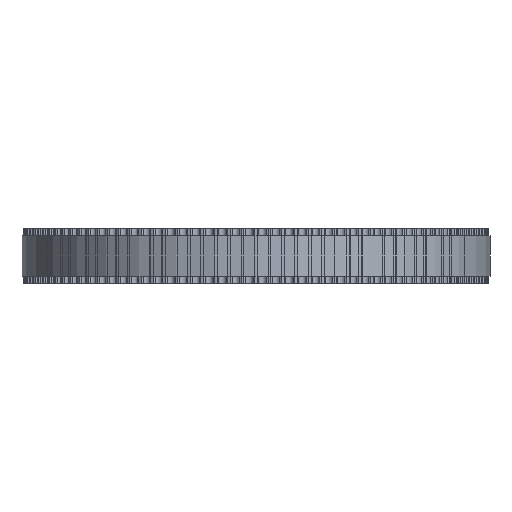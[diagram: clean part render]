
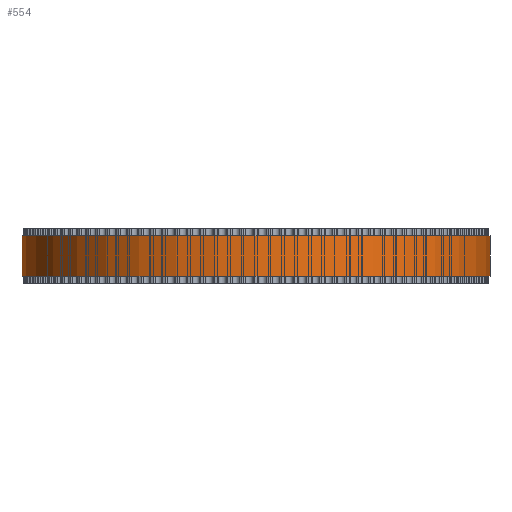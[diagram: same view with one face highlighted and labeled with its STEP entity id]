
A CAD part, front view. The second image highlights one B-rep face of the part: STEP entity #554.
In plain terms, the highlighted cylindrical face has radius 34.377 mm (diameter 68.755 mm), a full revolution.
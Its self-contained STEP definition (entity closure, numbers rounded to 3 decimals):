
#97=FACE_BOUND('',#1856,.T.);
#98=FACE_BOUND('',#1857,.T.);
#554=ADVANCED_FACE('',(#97,#98),#987,.T.);
#987=CYLINDRICAL_SURFACE('',#9647,34.377);
#1856=EDGE_LOOP('',(#5314));
#1857=EDGE_LOOP('',(#5315));
#5314=ORIENTED_EDGE('',*,*,#7478,.T.);
#5315=ORIENTED_EDGE('',*,*,#7479,.T.);
#6180=VERTEX_POINT('',#15280);
#6181=VERTEX_POINT('',#15282);
#7478=EDGE_CURVE('',#6180,#6180,#8344,.T.);
#7479=EDGE_CURVE('',#6181,#6181,#8345,.T.);
#8344=CIRCLE('',#9645,34.377);
#8345=CIRCLE('',#9646,34.377);
#9645=AXIS2_PLACEMENT_3D('',#15279,#12678,#12679);
#9646=AXIS2_PLACEMENT_3D('',#15281,#12680,#12681);
#9647=AXIS2_PLACEMENT_3D('',#15283,#12682,#12683);
#12678=DIRECTION('',(0.,0.,1.));
#12679=DIRECTION('',(1.,0.,0.));
#12680=DIRECTION('',(0.,0.,-1.));
#12681=DIRECTION('',(1.,0.,0.));
#12682=DIRECTION('',(0.,0.,1.));
#12683=DIRECTION('',(1.,0.,0.));
#15279=CARTESIAN_POINT('',(0.,0.,1.));
#15280=CARTESIAN_POINT('',(34.377,0.,1.));
#15281=CARTESIAN_POINT('',(0.,0.,7.));
#15282=CARTESIAN_POINT('',(34.377,0.,7.));
#15283=CARTESIAN_POINT('',(0.,0.,1.));
